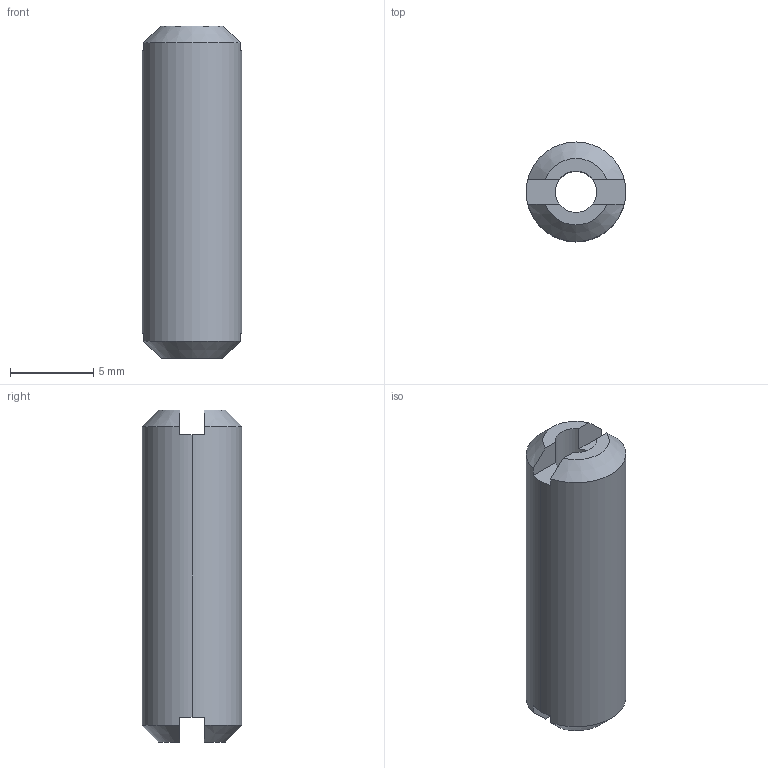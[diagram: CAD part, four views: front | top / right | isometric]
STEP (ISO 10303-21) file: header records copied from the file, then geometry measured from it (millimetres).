
FILE_DESCRIPTION (( 'STEP AP203' ), '1' );
FILE_NAME ('STP-16081C-20.STEP', '2021-05-25T08:59:18', ( '' ), ( '' ), 'SwSTEP 2.0', 'SolidWorks 2017', '' );
FILE_SCHEMA (( 'CONFIG_CONTROL_DESIGN' ));
Length unit declared in the file: millimetre
Products named in the file (1): STP-16081C-20
Bounding box: 6 x 6 x 20 mm (x, y, z)
Volume: 437.4 mm3; surface area: 559.6 mm2
Topology: 1 solids, 1 shells, 24 faces, 72 edges, 48 vertices
Faces by surface type: plane 16, cylinder 4, cone 4
Entity records: 913 total; most frequent: CARTESIAN_POINT 169, ORIENTED_EDGE 144, DIRECTION 142, EDGE_CURVE 72, AXIS2_PLACEMENT_3D 53, VERTEX_POINT 48, VECTOR 36, LINE 36
